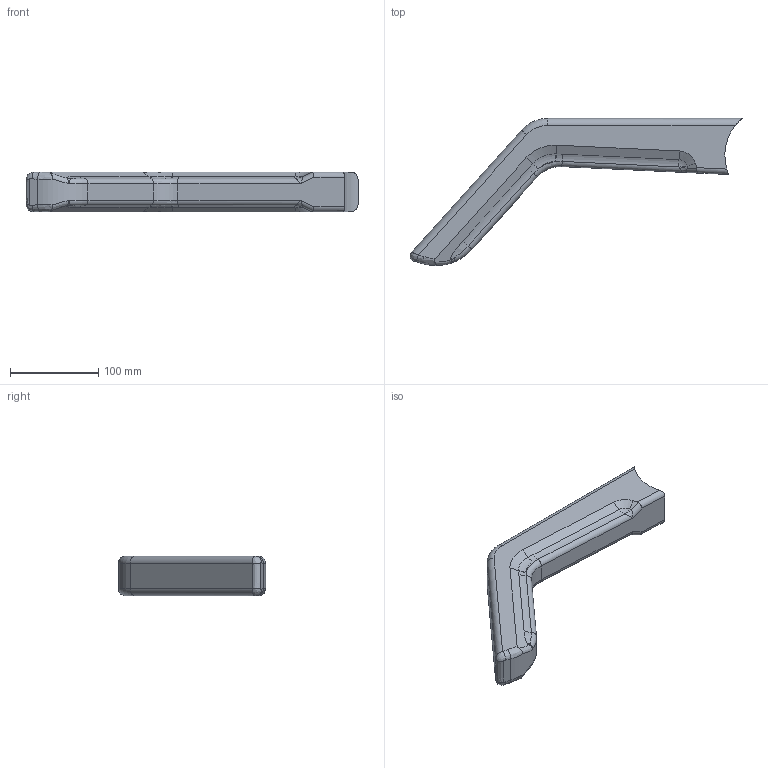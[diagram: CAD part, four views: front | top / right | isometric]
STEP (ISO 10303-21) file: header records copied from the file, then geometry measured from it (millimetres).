
FILE_DESCRIPTION(/* description */ (''),/* implementation_level */ '2;1');
FILE_NAME(/* name */ 'reposabrazos.stp',/* time_stamp */ '2022-06-19T19:42:57-05:00',/* author */ ('Yeison'),/* organization */ (''),/* preprocessor_version */ 'ST-DEVELOPER v18.1',/* originating_system */ 'Autodesk Inventor 2022',/* authorisation */ '');
FILE_SCHEMA (('AUTOMOTIVE_DESIGN { 1 0 10303 214 3 1 1 }'));
Length unit declared in the file: millimetre
Products named in the file (1): PART1(1)
Bounding box: 376.91 x 166.99 x 45 mm (x, y, z)
Volume: 875768.2 mm3; surface area: 75978.2 mm2
Topology: 1 solids, 1 shells, 74 faces, 178 edges, 102 vertices
Faces by surface type: bspline 27, cylinder 20, plane 15, torus 8, cone 4
Entity records: 5738 total; most frequent: CARTESIAN_POINT 4136, ORIENTED_EDGE 348, DIRECTION 286, EDGE_CURVE 174, AXIS2_PLACEMENT_3D 118, VERTEX_POINT 102, FACE_OUTER_BOUND 74, EDGE_LOOP 74
